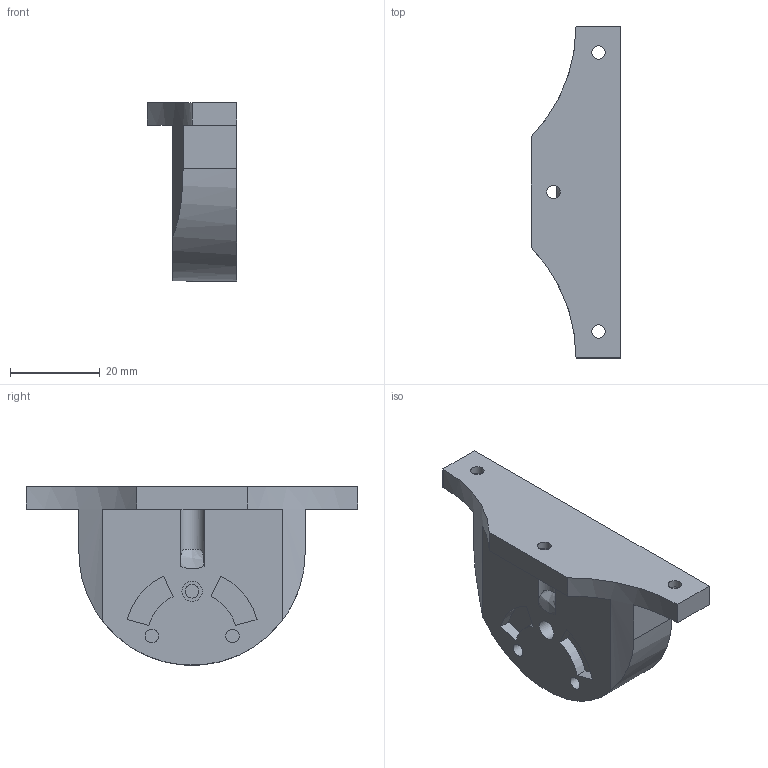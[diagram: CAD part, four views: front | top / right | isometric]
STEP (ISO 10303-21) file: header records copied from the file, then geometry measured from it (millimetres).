
FILE_DESCRIPTION(/* description */ (''),/* implementation_level */ '2;1');
FILE_NAME(/* name */ 'Claw Connector.step',/* time_stamp */ '2025-09-14T20:53:20+08:00',/* author */ (''),/* organization */ (''),/* preprocessor_version */ 'ST-DEVELOPER v20.1',/* originating_system */ 'Autodesk Translation Framework v14.10.0.0',/* authorisation */ '');
FILE_SCHEMA (('AUTOMOTIVE_DESIGN { 1 0 10303 214 3 1 1 }'));
Length unit declared in the file: millimetre
Products named in the file (2): Hand; Runners
Assembly tree (1 placements, depth 2):
  Hand
    Runners
Bounding box: 20 x 74.04 x 39.84 mm (x, y, z)
Volume: 25874.2 mm3; surface area: 7342 mm2
Topology: 1 solids, 1 shells, 44 faces, 104 edges, 70 vertices
Faces by surface type: plane 26, cylinder 17, bspline 1
Full cylindrical faces by diameter (mm): 3 x6, 4.5 x1, 5.5 x3
Entity records: 1491 total; most frequent: CARTESIAN_POINT 375, DIRECTION 229, ORIENTED_EDGE 208, EDGE_CURVE 104, AXIS2_PLACEMENT_3D 84, VERTEX_POINT 70, LINE 61, VECTOR 61
